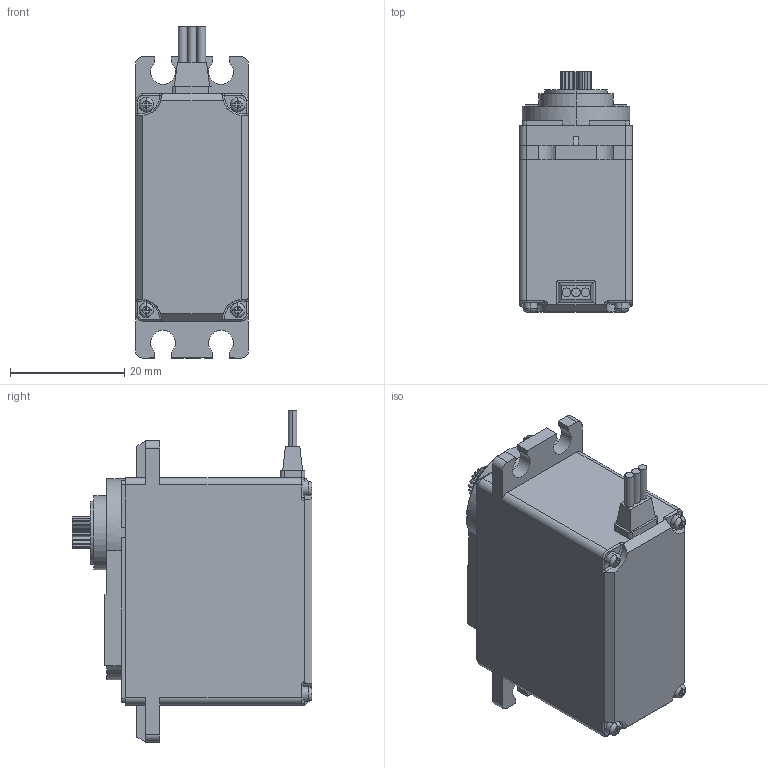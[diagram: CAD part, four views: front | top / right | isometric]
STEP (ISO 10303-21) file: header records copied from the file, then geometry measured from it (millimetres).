
FILE_DESCRIPTION (( 'STEP AP203' ), '1' );
FILE_NAME ('servo_Default_sldprt.STEP', '2019-10-24T08:13:57', ( '' ), ( '' ), 'SwSTEP 2.0', 'SolidWorks 2019', '' );
FILE_SCHEMA (( 'CONFIG_CONTROL_DESIGN' ));
Length unit declared in the file: inch
Products named in the file (1): servo_Default_sldprt
Bounding box: 19.81 x 42.09 x 58.23 mm (x, y, z)
Volume: 28723 mm3; surface area: 6799.9 mm2
Topology: 1 solids, 1 shells, 306 faces, 824 edges, 534 vertices
Faces by surface type: plane 191, cylinder 87, bspline 16, torus 12
Entity records: 10165 total; most frequent: CARTESIAN_POINT 2507, ORIENTED_EDGE 1648, DIRECTION 1502, EDGE_CURVE 824, VERTEX_POINT 534, VECTOR 524, LINE 524, AXIS2_PLACEMENT_3D 489
